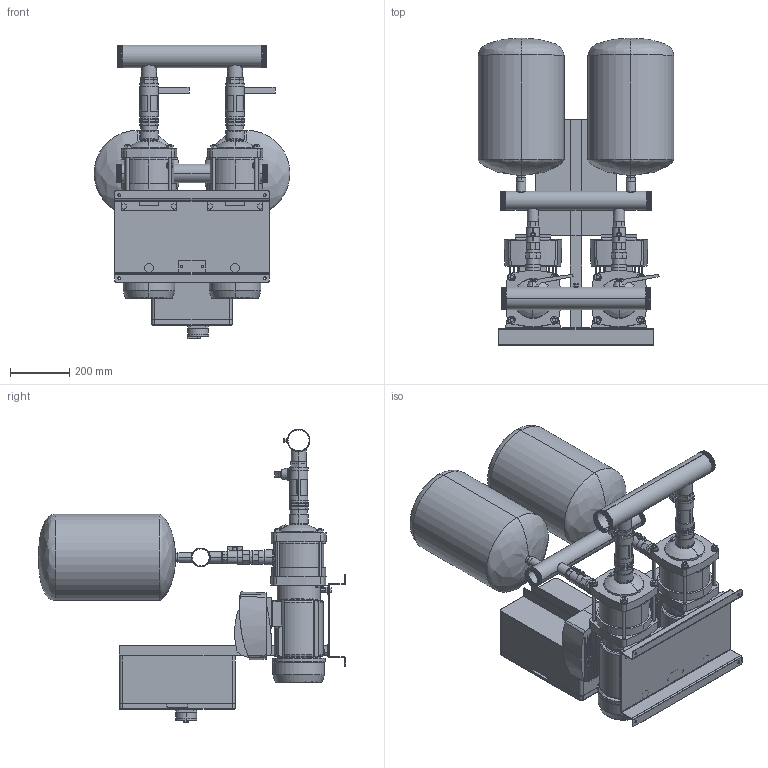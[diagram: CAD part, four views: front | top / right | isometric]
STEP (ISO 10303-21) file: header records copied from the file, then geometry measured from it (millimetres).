
FILE_DESCRIPTION (( 'STEP AP214' ), '1' );
FILE_NAME ('2EH 20-3 TE.STEP', '2022-03-02T09:43:52', ( '' ), ( '' ), 'SwSTEP 2.0', 'SolidWorks 2020', '' );
FILE_SCHEMA (( 'AUTOMOTIVE_DESIGN' ));
Length unit declared in the file: mil
Products named in the file (1): 2EH 20-3 TE
Bounding box: 660 x 1035 x 990 mm (x, y, z)
Volume: 92022219.2 mm3; surface area: 5304090.1 mm2
Topology: 74 solids, 75 shells, 1762 faces, 4226 edges, 2743 vertices
Faces by surface type: plane 842, cylinder 731, cone 104, bspline 42, torus 33, sphere 10
Entity records: 76313 total; most frequent: CARTESIAN_POINT 33033, DIRECTION 8546, ORIENTED_EDGE 8440, EDGE_CURVE 4220, AXIS2_PLACEMENT_3D 3135, VERTEX_POINT 2743, LINE 2276, VECTOR 2276
